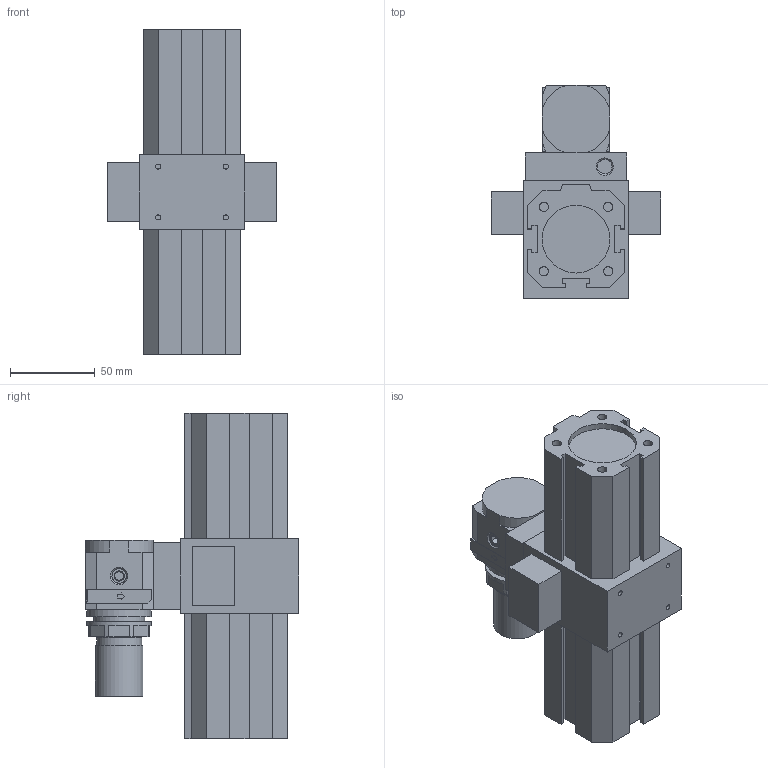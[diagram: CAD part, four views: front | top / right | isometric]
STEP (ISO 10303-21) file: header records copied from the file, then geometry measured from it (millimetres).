
FILE_DESCRIPTION((''),'2;1');
FILE_NAME('1740_50NR.stp','2006-01-17T11:36:08',('rivolro1'),(''),'Autodesk Inventor 10','Autodesk Inventor 10','');
FILE_SCHEMA(('AUTOMOTIVE_DESIGN { 1 0 10303 214 1 1 1 1 }'));
Length unit declared in the file: millimetre
Products named in the file (7): 1740_50NR; 1740_50N; RS_1740_009; 17002A_; 17002A_(1); RS_1701_12; RK_1701_020
Assembly tree (6 placements, depth 3):
  1740_50NR
    1740_50N
    RS_1740_009
    17002A_
      17002A_(1)
      RS_1701_12
      RK_1701_020
Bounding box: 100 x 126 x 192 mm (x, y, z)
Volume: 761514.5 mm3; surface area: 110287 mm2
Topology: 5 solids, 7 shells, 316 faces, 749 edges, 492 vertices
Faces by surface type: plane 174, bspline 91, cylinder 34, cone 16, torus 1
Full cylindrical faces by diameter (mm): 3.242 x4, 4.25 x2, 5.5 x8, 6.5 x1, 8.5 x1, 8.566 x2, 10 x1, 20 x1, 23.5 x1, 26.5 x1, 28 x2, 30 x2, 38 x2, 40 x2
Entity records: 9204 total; most frequent: CARTESIAN_POINT 2378, ORIENTED_EDGE 1272, DIRECTION 1262, EDGE_CURVE 636, VERTEX_POINT 472, EDGE_LOOP 466, VECTOR 462, LINE 462
